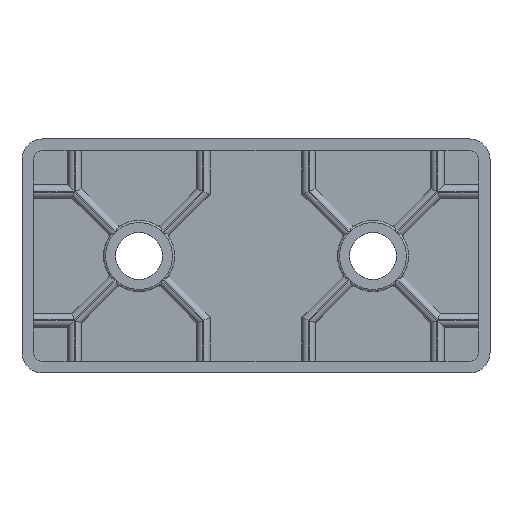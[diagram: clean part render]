
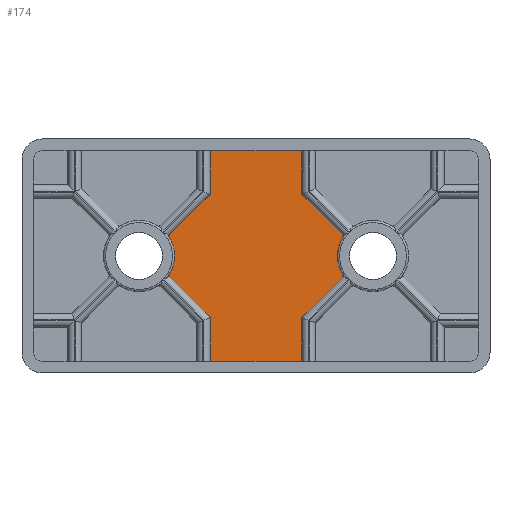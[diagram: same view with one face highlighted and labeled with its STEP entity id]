
A CAD part, front view. The second image highlights one B-rep face of the part: STEP entity #174.
In plain terms, the highlighted planar face has unit normal (0, -1, 0).
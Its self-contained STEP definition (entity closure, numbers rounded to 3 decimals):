
#174 = ADVANCED_FACE( '', ( #406 ), #407, .F. );
#406 = FACE_OUTER_BOUND( '', #737, .T. );
#407 = PLANE( '', #738 );
#737 = EDGE_LOOP( '', ( #1529, #1530, #1531, #1532, #1533, #1534, #1535, #1536, #1537, #1538, #1539, #1540 ) );
#738 = AXIS2_PLACEMENT_3D( '', #1541, #1542, #1543 );
#1529 = ORIENTED_EDGE( '', *, *, #1882, .F. );
#1530 = ORIENTED_EDGE( '', *, *, #1715, .T. );
#1531 = ORIENTED_EDGE( '', *, *, #1825, .T. );
#1532 = ORIENTED_EDGE( '', *, *, #1906, .F. );
#1533 = ORIENTED_EDGE( '', *, *, #1827, .T. );
#1534 = ORIENTED_EDGE( '', *, *, #1674, .T. );
#1535 = ORIENTED_EDGE( '', *, *, #1892, .F. );
#1536 = ORIENTED_EDGE( '', *, *, #1677, .T. );
#1537 = ORIENTED_EDGE( '', *, *, #1683, .T. );
#1538 = ORIENTED_EDGE( '', *, *, #1834, .F. );
#1539 = ORIENTED_EDGE( '', *, *, #1738, .T. );
#1540 = ORIENTED_EDGE( '', *, *, #1712, .T. );
#1541 = CARTESIAN_POINT( '', ( -36.5, -3., -16.5 ) );
#1542 = DIRECTION( '', ( 0., 1., 0. ) );
#1543 = DIRECTION( '', ( 0., 0., 1. ) );
#1674 = EDGE_CURVE( '', #1988, #1986, #1989, .T. );
#1677 = EDGE_CURVE( '', #1993, #1994, #1995, .T. );
#1683 = EDGE_CURVE( '', #1994, #2003, #2006, .T. );
#1712 = EDGE_CURVE( '', #2059, #2057, #2060, .T. );
#1715 = EDGE_CURVE( '', #2064, #2065, #2066, .T. );
#1738 = EDGE_CURVE( '', #2105, #2059, #2108, .T. );
#1825 = EDGE_CURVE( '', #2065, #2246, #2248, .T. );
#1827 = EDGE_CURVE( '', #2249, #1988, #2251, .T. );
#1834 = EDGE_CURVE( '', #2105, #2003, #2261, .T. );
#1882 = EDGE_CURVE( '', #2064, #2057, #2334, .F. );
#1892 = EDGE_CURVE( '', #1993, #1986, #2347, .F. );
#1906 = EDGE_CURVE( '', #2249, #2246, #2366, .T. );
#1986 = VERTEX_POINT( '', #2509 );
#1988 = VERTEX_POINT( '', #2516 );
#1989 = LINE( '', #2517, #2518 );
#1993 = VERTEX_POINT( '', #2523 );
#1994 = VERTEX_POINT( '', #2524 );
#1995 = LINE( '', #2525, #2526 );
#2003 = VERTEX_POINT( '', #2545 );
#2006 = LINE( '', #2548, #2549 );
#2057 = VERTEX_POINT( '', #2628 );
#2059 = VERTEX_POINT( '', #2635 );
#2060 = LINE( '', #2636, #2637 );
#2064 = VERTEX_POINT( '', #2642 );
#2065 = VERTEX_POINT( '', #2643 );
#2066 = LINE( '', #2644, #2645 );
#2105 = VERTEX_POINT( '', #2723 );
#2108 = LINE( '', #2727, #2728 );
#2246 = VERTEX_POINT( '', #2919 );
#2248 = LINE( '', #2921, #2922 );
#2249 = VERTEX_POINT( '', #2923 );
#2251 = LINE( '', #2925, #2926 );
#2261 = LINE( '', #2940, #2941 );
#2334 = CIRCLE( '', #3036, 6.088 );
#2347 = CIRCLE( '', #3079, 6.088 );
#2366 = LINE( '', #3122, #3123 );
#2509 = CARTESIAN_POINT( '', ( 14.96, -3., -3.414 ) );
#2516 = CARTESIAN_POINT( '', ( 7.85, -3., -10.524 ) );
#2517 = CARTESIAN_POINT( '', ( -17.313, -3., -35.687 ) );
#2518 = VECTOR( '', #3184, 1000. );
#2523 = CARTESIAN_POINT( '', ( 14.96, -3., 3.414 ) );
#2524 = CARTESIAN_POINT( '', ( 7.85, -3., 10.524 ) );
#2525 = CARTESIAN_POINT( '', ( -0.813, -3., 19.187 ) );
#2526 = VECTOR( '', #3189, 1000. );
#2545 = CARTESIAN_POINT( '', ( 7.85, -3., 18. ) );
#2548 = CARTESIAN_POINT( '', ( 7.85, -3., -16.5 ) );
#2549 = VECTOR( '', #3197, 1000. );
#2628 = CARTESIAN_POINT( '', ( -14.96, -3., 3.414 ) );
#2635 = CARTESIAN_POINT( '', ( -7.85, -3., 10.524 ) );
#2636 = CARTESIAN_POINT( '', ( -35.687, -3., -17.313 ) );
#2637 = VECTOR( '', #3244, 1000. );
#2642 = CARTESIAN_POINT( '', ( -14.96, -3., -3.414 ) );
#2643 = CARTESIAN_POINT( '', ( -7.85, -3., -10.524 ) );
#2644 = CARTESIAN_POINT( '', ( -19.187, -3., 0.813 ) );
#2645 = VECTOR( '', #3249, 1000. );
#2723 = CARTESIAN_POINT( '', ( -7.85, -3., 18. ) );
#2727 = CARTESIAN_POINT( '', ( -7.85, -3., -16.5 ) );
#2728 = VECTOR( '', #3278, 1000. );
#2919 = CARTESIAN_POINT( '', ( -7.85, -3., -18. ) );
#2921 = CARTESIAN_POINT( '', ( -7.85, -3., -16.5 ) );
#2922 = VECTOR( '', #3431, 1000. );
#2923 = CARTESIAN_POINT( '', ( 7.85, -3., -18. ) );
#2925 = CARTESIAN_POINT( '', ( 7.85, -3., -16.5 ) );
#2926 = VECTOR( '', #3435, 1000. );
#2940 = CARTESIAN_POINT( '', ( -36.5, -3., 18. ) );
#2941 = VECTOR( '', #3446, 1000. );
#3036 = AXIS2_PLACEMENT_3D( '', #3544, #3545, #3546 );
#3079 = AXIS2_PLACEMENT_3D( '', #3556, #3557, #3558 );
#3122 = CARTESIAN_POINT( '', ( 36.5, -3., -18. ) );
#3123 = VECTOR( '', #3578, 1000. );
#3184 = DIRECTION( '', ( 0.707, 0., 0.707 ) );
#3189 = DIRECTION( '', ( -0.707, 0., 0.707 ) );
#3197 = DIRECTION( '', ( 0., 0., 1. ) );
#3244 = DIRECTION( '', ( -0.707, 0., -0.707 ) );
#3249 = DIRECTION( '', ( 0.707, 0., -0.707 ) );
#3278 = DIRECTION( '', ( 0., 0., -1. ) );
#3431 = DIRECTION( '', ( 0., 0., -1. ) );
#3435 = DIRECTION( '', ( 0., 0., 1. ) );
#3446 = DIRECTION( '', ( 1., 0., 0. ) );
#3544 = CARTESIAN_POINT( '', ( -20., -3., 0. ) );
#3545 = DIRECTION( '', ( 0., 1., 0. ) );
#3546 = DIRECTION( '', ( 0., 0., 1. ) );
#3556 = CARTESIAN_POINT( '', ( 20., -3., 0. ) );
#3557 = DIRECTION( '', ( 0., 1., 0. ) );
#3558 = DIRECTION( '', ( 0., 0., 1. ) );
#3578 = DIRECTION( '', ( -1., 0., 0. ) );
